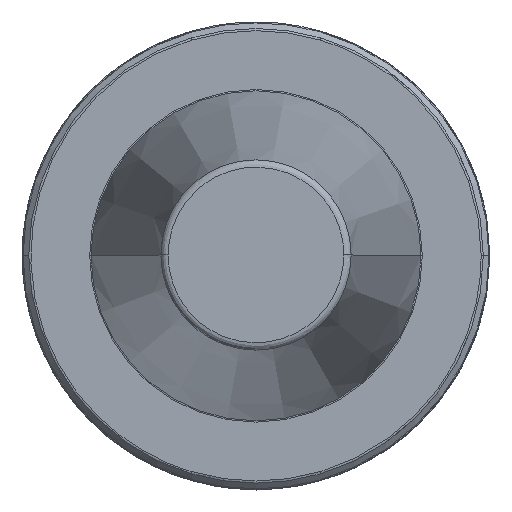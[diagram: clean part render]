
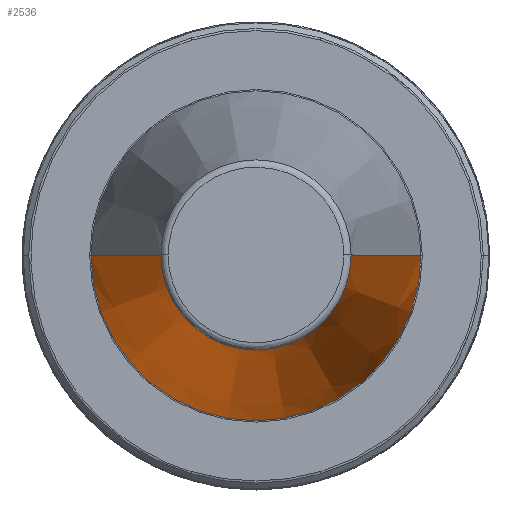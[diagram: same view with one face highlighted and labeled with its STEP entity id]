
A CAD part, top view. The second image highlights one B-rep face of the part: STEP entity #2536.
In plain terms, the highlighted conical face has half-angle 8.297 degrees and reference radius 12.812 mm.
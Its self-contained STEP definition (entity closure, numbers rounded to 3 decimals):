
#6 = VERTEX_POINT ( 'NONE', #3602 ) ;
#24 = CARTESIAN_POINT ( 'NONE',  ( -12.812, 0., 64.544 ) ) ;
#37 = CARTESIAN_POINT ( 'NONE',  ( 12.812, 0., 64.544 ) ) ;
#39 = DIRECTION ( 'NONE',  ( 0.144, 0., -0.99 ) ) ;
#42 = DIRECTION ( 'NONE',  ( -0.144, 0., -0.99 ) ) ;
#77 = EDGE_CURVE ( 'NONE', #3742, #2499, #2015, .T. ) ;
#93 = EDGE_CURVE ( 'NONE', #3886, #6, #2006, .T. ) ;
#201 = FACE_OUTER_BOUND ( 'NONE', #2513, .T. ) ;
#867 = CARTESIAN_POINT ( 'NONE',  ( -22.225, 0., 0. ) ) ;
#973 = VECTOR ( 'NONE', #42, 1000. ) ;
#1005 = VECTOR ( 'NONE', #39, 1000. ) ;
#1008 = LINE ( 'NONE', #24, #973 ) ;
#1011 = LINE ( 'NONE', #37, #1005 ) ;
#1153 = EDGE_CURVE ( 'NONE', #2499, #6, #1011, .T. ) ;
#1161 = EDGE_CURVE ( 'NONE', #3742, #3886, #1008, .T. ) ;
#1586 = DIRECTION ( 'NONE',  ( -1., 0., 0. ) ) ;
#1808 = CARTESIAN_POINT ( 'NONE',  ( 0., 0., 64.544 ) ) ;
#1814 = DIRECTION ( 'NONE',  ( 0., 0., -1. ) ) ;
#1932 = AXIS2_PLACEMENT_3D ( 'NONE', #3547, #2782, #2749 ) ;
#2006 = CIRCLE ( 'NONE', #1932, 22.225 ) ;
#2015 = CIRCLE ( 'NONE', #2055, 12.812 ) ;
#2055 = AXIS2_PLACEMENT_3D ( 'NONE', #2677, #2557, #3067 ) ;
#2499 = VERTEX_POINT ( 'NONE', #3548 ) ;
#2513 = EDGE_LOOP ( 'NONE', ( #2715, #2721, #2767, #2811 ) ) ;
#2536 = ADVANCED_FACE ( 'NONE', ( #201 ), #3430, .T. ) ;
#2557 = DIRECTION ( 'NONE',  ( 0., 0., 1. ) ) ;
#2623 = AXIS2_PLACEMENT_3D ( 'NONE', #1808, #1814, #1586 ) ;
#2677 = CARTESIAN_POINT ( 'NONE',  ( 0., 0., 64.544 ) ) ;
#2715 = ORIENTED_EDGE ( 'NONE', *, *, #1153, .F. ) ;
#2721 = ORIENTED_EDGE ( 'NONE', *, *, #77, .F. ) ;
#2749 = DIRECTION ( 'NONE',  ( 1., 0., 0. ) ) ;
#2767 = ORIENTED_EDGE ( 'NONE', *, *, #1161, .T. ) ;
#2782 = DIRECTION ( 'NONE',  ( 0., 0., 1. ) ) ;
#2811 = ORIENTED_EDGE ( 'NONE', *, *, #93, .T. ) ;
#3067 = DIRECTION ( 'NONE',  ( -1., 0., 0. ) ) ;
#3414 = CARTESIAN_POINT ( 'NONE',  ( -12.812, 0., 64.544 ) ) ;
#3430 = CONICAL_SURFACE ( 'NONE', #2623, 12.812, 0.145 ) ;
#3547 = CARTESIAN_POINT ( 'NONE',  ( 0., 0., 0. ) ) ;
#3548 = CARTESIAN_POINT ( 'NONE',  ( 12.812, 0., 64.544 ) ) ;
#3602 = CARTESIAN_POINT ( 'NONE',  ( 22.225, 0., 0. ) ) ;
#3742 = VERTEX_POINT ( 'NONE', #3414 ) ;
#3886 = VERTEX_POINT ( 'NONE', #867 ) ;
